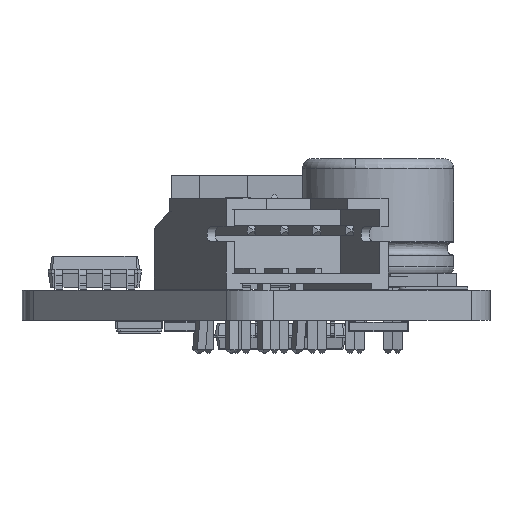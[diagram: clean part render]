
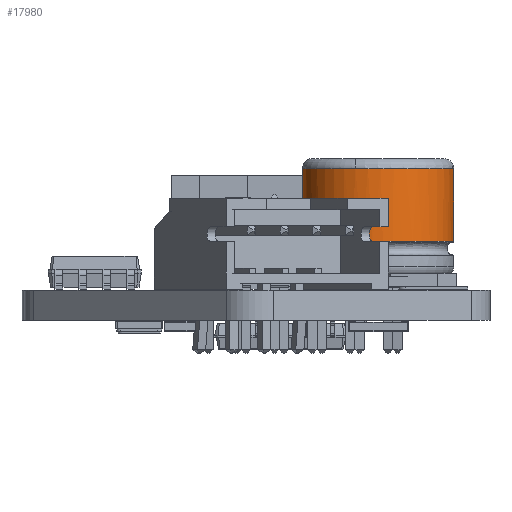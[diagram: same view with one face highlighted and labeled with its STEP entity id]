
A CAD part, left-side view. The second image highlights one B-rep face of the part: STEP entity #17980.
In plain terms, the highlighted cylindrical face has radius 4 mm (diameter 8 mm), a full revolution.
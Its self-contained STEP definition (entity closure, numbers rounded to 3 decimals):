
#17646 = VERTEX_POINT('',#17647);
#17647 = CARTESIAN_POINT('',(-4.,0.,2.523));
#17653 = EDGE_CURVE('',#17646,#17646,#17654,.T.);
#17654 = ( BOUNDED_CURVE() B_SPLINE_CURVE(13,(#17655,#17656,#17657,
    #17658,#17659,#17660,#17661,#17662,#17663,#17664,#17665,#17666,
#17667,#17668),.UNSPECIFIED.,.T.,.F.) B_SPLINE_CURVE_WITH_KNOTS((1,13,13
    ,1),(-25.133,0.,25.133,
50.265),.UNSPECIFIED.) CURVE() GEOMETRIC_REPRESENTATION_ITEM() 
RATIONAL_B_SPLINE_CURVE((1.,1.,1.,1.,
    1.,1.,1.,1.,
    1.,1.,1.,1.,1.,1.)) 
REPRESENTATION_ITEM('') );
#17655 = CARTESIAN_POINT('',(-4.,0.,2.523));
#17656 = CARTESIAN_POINT('',(-4.,1.905,
    2.523));
#17657 = CARTESIAN_POINT('',(-3.015,3.855,
    2.523));
#17658 = CARTESIAN_POINT('',(-0.989,5.248,
    2.523));
#17659 = CARTESIAN_POINT('',(1.8,5.462,2.523
    ));
#17660 = CARTESIAN_POINT('',(4.209,3.977,
    2.523));
#17661 = CARTESIAN_POINT('',(5.976,1.808,
    2.523));
#17662 = CARTESIAN_POINT('',(5.976,-1.808,
    2.523));
#17663 = CARTESIAN_POINT('',(4.209,-3.977,
    2.523));
#17664 = CARTESIAN_POINT('',(1.8,-5.462,
    2.523));
#17665 = CARTESIAN_POINT('',(-0.989,-5.248,
    2.523));
#17666 = CARTESIAN_POINT('',(-3.015,-3.855,
    2.523));
#17667 = CARTESIAN_POINT('',(-4.,-1.905,2.523));
#17668 = CARTESIAN_POINT('',(-4.,0.,2.523));
#17980 = ADVANCED_FACE('',(#17981),#18027,.T.);
#17981 = FACE_BOUND('',#17982,.T.);
#17982 = EDGE_LOOP('',(#17983,#17984,#17992,#18001,#18010,#18019,#18026)
  );
#17983 = ORIENTED_EDGE('',*,*,#17653,.F.);
#17984 = ORIENTED_EDGE('',*,*,#17985,.T.);
#17985 = EDGE_CURVE('',#17646,#17986,#17988,.T.);
#17986 = VERTEX_POINT('',#17987);
#17987 = CARTESIAN_POINT('',(-4.,0.,6.367));
#17988 = LINE('',#17989,#17990);
#17989 = CARTESIAN_POINT('',(-4.,0.,2.49));
#17990 = VECTOR('',#17991,1.);
#17991 = DIRECTION('',(0.,0.,1.));
#17992 = ORIENTED_EDGE('',*,*,#17993,.T.);
#17993 = EDGE_CURVE('',#17986,#17994,#17996,.T.);
#17994 = VERTEX_POINT('',#17995);
#17995 = CARTESIAN_POINT('',(1.2,3.816,6.367));
#17996 = CIRCLE('',#17997,4.);
#17997 = AXIS2_PLACEMENT_3D('',#17998,#17999,#18000);
#17998 = CARTESIAN_POINT('',(0.,0.,6.367));
#17999 = DIRECTION('',(0.,0.,-1.));
#18000 = DIRECTION('',(-1.,0.,0.));
#18001 = ORIENTED_EDGE('',*,*,#18002,.T.);
#18002 = EDGE_CURVE('',#17994,#18003,#18005,.T.);
#18003 = VERTEX_POINT('',#18004);
#18004 = CARTESIAN_POINT('',(4.,0.,6.367));
#18005 = CIRCLE('',#18006,4.);
#18006 = AXIS2_PLACEMENT_3D('',#18007,#18008,#18009);
#18007 = CARTESIAN_POINT('',(0.,0.,6.367));
#18008 = DIRECTION('',(0.,0.,-1.));
#18009 = DIRECTION('',(-1.,0.,0.));
#18010 = ORIENTED_EDGE('',*,*,#18011,.T.);
#18011 = EDGE_CURVE('',#18003,#18012,#18014,.T.);
#18012 = VERTEX_POINT('',#18013);
#18013 = CARTESIAN_POINT('',(1.2,-3.816,6.367));
#18014 = CIRCLE('',#18015,4.);
#18015 = AXIS2_PLACEMENT_3D('',#18016,#18017,#18018);
#18016 = CARTESIAN_POINT('',(0.,0.,6.367));
#18017 = DIRECTION('',(0.,0.,-1.));
#18018 = DIRECTION('',(-1.,0.,0.));
#18019 = ORIENTED_EDGE('',*,*,#18020,.T.);
#18020 = EDGE_CURVE('',#18012,#17986,#18021,.T.);
#18021 = CIRCLE('',#18022,4.);
#18022 = AXIS2_PLACEMENT_3D('',#18023,#18024,#18025);
#18023 = CARTESIAN_POINT('',(0.,0.,6.367));
#18024 = DIRECTION('',(0.,0.,-1.));
#18025 = DIRECTION('',(-1.,0.,0.));
#18026 = ORIENTED_EDGE('',*,*,#17985,.F.);
#18027 = CYLINDRICAL_SURFACE('',#18028,4.);
#18028 = AXIS2_PLACEMENT_3D('',#18029,#18030,#18031);
#18029 = CARTESIAN_POINT('',(0.,0.,2.49));
#18030 = DIRECTION('',(0.,0.,1.));
#18031 = DIRECTION('',(-1.,0.,0.));
